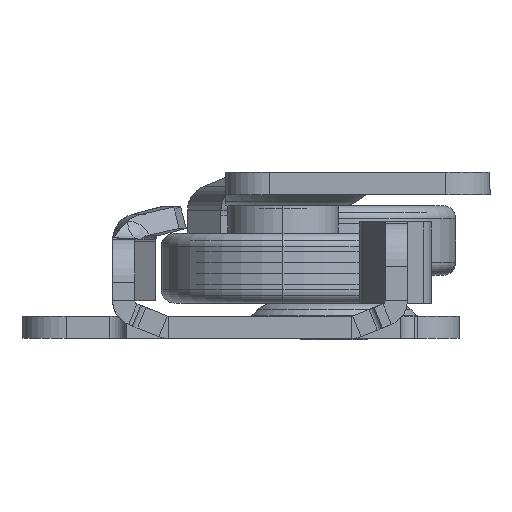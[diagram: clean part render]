
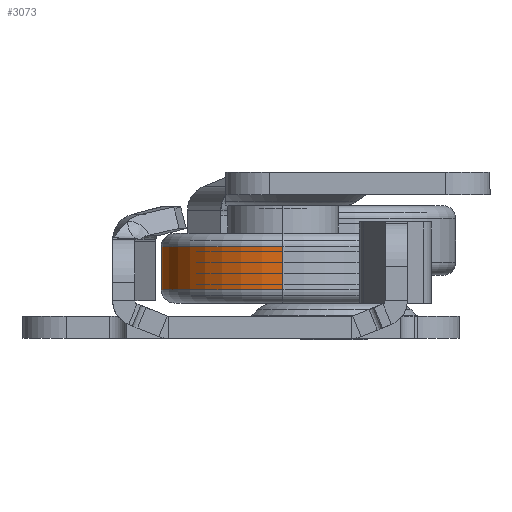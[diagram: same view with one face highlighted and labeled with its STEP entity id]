
A CAD part, left-side view. The second image highlights one B-rep face of the part: STEP entity #3073.
In plain terms, the highlighted cylindrical face has radius 11 mm (diameter 22 mm), a partial arc.
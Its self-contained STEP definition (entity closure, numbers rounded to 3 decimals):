
#1158 = CARTESIAN_POINT ( 'NONE',  ( 5.1, 0., 0. ) ) ;
#1218 = CIRCLE ( 'NONE', #22392, 11. ) ;
#1402 = EDGE_CURVE ( 'NONE', #16090, #9273, #6632, .T. ) ;
#2499 = AXIS2_PLACEMENT_3D ( 'NONE', #7207, #7565, #3636 ) ;
#2704 = ORIENTED_EDGE ( 'NONE', *, *, #16631, .T. ) ;
#3073 = ADVANCED_FACE ( 'NONE', ( #7078 ), #14426, .T. ) ;
#3292 = ORIENTED_EDGE ( 'NONE', *, *, #22610, .F. ) ;
#3326 = ORIENTED_EDGE ( 'NONE', *, *, #1402, .F. ) ;
#3636 = DIRECTION ( 'NONE',  ( 0., 0., 1. ) ) ;
#3981 = CIRCLE ( 'NONE', #16782, 11. ) ;
#6632 = LINE ( 'NONE', #13633, #10803 ) ;
#7078 = FACE_OUTER_BOUND ( 'NONE', #7725, .T. ) ;
#7207 = CARTESIAN_POINT ( 'NONE',  ( 0., 0., 0. ) ) ;
#7565 = DIRECTION ( 'NONE',  ( -1., 0., 0. ) ) ;
#7581 = CARTESIAN_POINT ( 'NONE',  ( 1.2, 0., -11. ) ) ;
#7725 = EDGE_LOOP ( 'NONE', ( #3326, #2704, #16643, #3292 ) ) ;
#7961 = LINE ( 'NONE', #13220, #15858 ) ;
#8257 = DIRECTION ( 'NONE',  ( -1., 0., 0. ) ) ;
#9273 = VERTEX_POINT ( 'NONE', #7581 ) ;
#10539 = CARTESIAN_POINT ( 'NONE',  ( 1.2, 0., 11. ) ) ;
#10803 = VECTOR ( 'NONE', #8257, 1000. ) ;
#12749 = VERTEX_POINT ( 'NONE', #10539 ) ;
#12762 = DIRECTION ( 'NONE',  ( 0., 0., 1. ) ) ;
#13220 = CARTESIAN_POINT ( 'NONE',  ( 0., 0., 11. ) ) ;
#13633 = CARTESIAN_POINT ( 'NONE',  ( 0., 0., -11. ) ) ;
#14239 = DIRECTION ( 'NONE',  ( -1., 0., 0. ) ) ;
#14426 = CYLINDRICAL_SURFACE ( 'NONE', #2499, 11. ) ;
#15019 = DIRECTION ( 'NONE',  ( -1., 0., 0. ) ) ;
#15858 = VECTOR ( 'NONE', #20174, 1000. ) ;
#16090 = VERTEX_POINT ( 'NONE', #16945 ) ;
#16631 = EDGE_CURVE ( 'NONE', #16090, #16649, #3981, .T. ) ;
#16643 = ORIENTED_EDGE ( 'NONE', *, *, #18648, .T. ) ;
#16649 = VERTEX_POINT ( 'NONE', #18219 ) ;
#16782 = AXIS2_PLACEMENT_3D ( 'NONE', #1158, #15019, #18543 ) ;
#16945 = CARTESIAN_POINT ( 'NONE',  ( 5.1, 0., -11. ) ) ;
#17869 = CARTESIAN_POINT ( 'NONE',  ( 1.2, 0., 0. ) ) ;
#18219 = CARTESIAN_POINT ( 'NONE',  ( 5.1, 0., 11. ) ) ;
#18543 = DIRECTION ( 'NONE',  ( 0., 0., 1. ) ) ;
#18648 = EDGE_CURVE ( 'NONE', #16649, #12749, #7961, .T. ) ;
#20174 = DIRECTION ( 'NONE',  ( -1., 0., 0. ) ) ;
#22392 = AXIS2_PLACEMENT_3D ( 'NONE', #17869, #14239, #12762 ) ;
#22610 = EDGE_CURVE ( 'NONE', #9273, #12749, #1218, .T. ) ;
